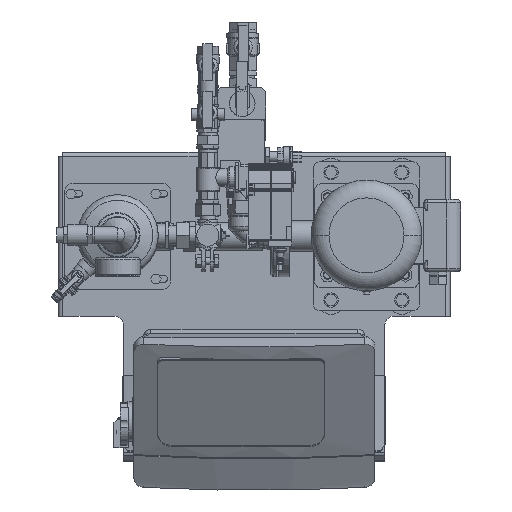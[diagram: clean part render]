
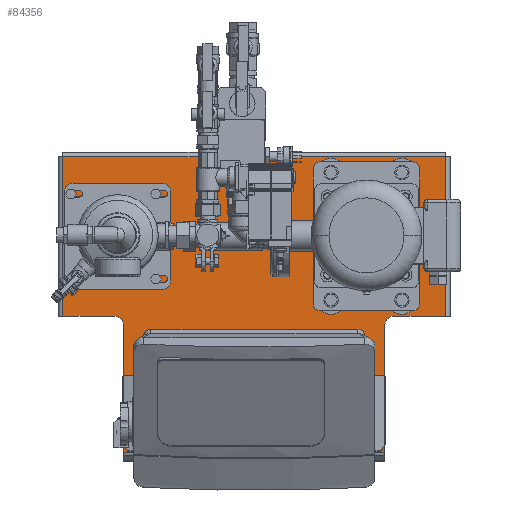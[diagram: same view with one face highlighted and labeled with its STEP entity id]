
A CAD part, top view. The second image highlights one B-rep face of the part: STEP entity #84356.
In plain terms, the highlighted planar face has unit normal (0, 0, 1).
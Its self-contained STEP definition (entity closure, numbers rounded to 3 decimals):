
#4262=LINE('',#128344,#13526);
#4265=LINE('',#128352,#13529);
#4273=LINE('',#128378,#13537);
#4274=LINE('',#128381,#13538);
#4275=LINE('',#128383,#13539);
#4276=LINE('',#128385,#13540);
#4277=LINE('',#128387,#13541);
#4278=LINE('',#128388,#13542);
#13526=VECTOR('',#103744,10.);
#13529=VECTOR('',#103749,10.);
#13537=VECTOR('',#103773,10.);
#13538=VECTOR('',#103776,10.);
#13539=VECTOR('',#103777,10.);
#13540=VECTOR('',#103778,10.);
#13541=VECTOR('',#103779,10.);
#13542=VECTOR('',#103780,10.);
#20980=PLANE('',#90554);
#27360=FACE_OUTER_BOUND('',#32917,.T.);
#32917=EDGE_LOOP('',(#66953,#66954,#66955,#66956,#66957,#66958,#66959,#66960,
#66961,#66962));
#37481=CIRCLE('',#90539,12.5);
#37491=CIRCLE('',#90552,12.5);
#41467=VERTEX_POINT('',#128318);
#41468=VERTEX_POINT('',#128320);
#41478=VERTEX_POINT('',#128342);
#41481=VERTEX_POINT('',#128349);
#41482=VERTEX_POINT('',#128351);
#41492=VERTEX_POINT('',#128373);
#41493=VERTEX_POINT('',#128380);
#41494=VERTEX_POINT('',#128382);
#41495=VERTEX_POINT('',#128384);
#41496=VERTEX_POINT('',#128386);
#50847=EDGE_CURVE('',#41468,#41467,#37481,.T.);
#50859=EDGE_CURVE('',#41467,#41478,#4262,.T.);
#50862=EDGE_CURVE('',#41482,#41481,#4265,.T.);
#50874=EDGE_CURVE('',#41481,#41492,#37491,.T.);
#50876=EDGE_CURVE('',#41482,#41478,#4273,.T.);
#50877=EDGE_CURVE('',#41493,#41468,#4274,.T.);
#50878=EDGE_CURVE('',#41492,#41494,#4275,.T.);
#50879=EDGE_CURVE('',#41495,#41494,#4276,.T.);
#50880=EDGE_CURVE('',#41495,#41496,#4277,.T.);
#50881=EDGE_CURVE('',#41493,#41496,#4278,.T.);
#66953=ORIENTED_EDGE('',*,*,#50877,.T.);
#66954=ORIENTED_EDGE('',*,*,#50847,.T.);
#66955=ORIENTED_EDGE('',*,*,#50859,.T.);
#66956=ORIENTED_EDGE('',*,*,#50876,.F.);
#66957=ORIENTED_EDGE('',*,*,#50862,.T.);
#66958=ORIENTED_EDGE('',*,*,#50874,.T.);
#66959=ORIENTED_EDGE('',*,*,#50878,.T.);
#66960=ORIENTED_EDGE('',*,*,#50879,.F.);
#66961=ORIENTED_EDGE('',*,*,#50880,.T.);
#66962=ORIENTED_EDGE('',*,*,#50881,.F.);
#84356=ADVANCED_FACE('',(#27360),#20980,.T.);
#90539=AXIS2_PLACEMENT_3D('',#128321,#103725,#103726);
#90552=AXIS2_PLACEMENT_3D('',#128375,#103768,#103769);
#90554=AXIS2_PLACEMENT_3D('',#128379,#103774,#103775);
#103725=DIRECTION('center_axis',(0.,0.,
-1.));
#103726=DIRECTION('ref_axis',(1.,0.,0.));
#103744=DIRECTION('',(0.,-1.,0.));
#103749=DIRECTION('',(0.,1.,0.));
#103768=DIRECTION('center_axis',(0.,0.,
-1.));
#103769=DIRECTION('ref_axis',(0.,1.,0.));
#103773=DIRECTION('',(-1.,0.,0.));
#103774=DIRECTION('center_axis',(0.,0.,
1.));
#103775=DIRECTION('ref_axis',(0.,1.,0.));
#103776=DIRECTION('',(1.,0.,0.));
#103777=DIRECTION('',(1.,0.,0.));
#103778=DIRECTION('',(0.,-1.,0.));
#103779=DIRECTION('',(-1.,0.,0.));
#103780=DIRECTION('',(0.,1.,0.));
#128318=CARTESIAN_POINT('',(-184.5,193.,30.));
#128320=CARTESIAN_POINT('',(-197.,205.5,30.));
#128321=CARTESIAN_POINT('Origin',(-197.,193.,30.));
#128342=CARTESIAN_POINT('',(-184.5,12.692,30.));
#128344=CARTESIAN_POINT('',(-184.5,102.846,30.));
#128349=CARTESIAN_POINT('',(184.5,193.,30.));
#128351=CARTESIAN_POINT('',(184.5,12.692,30.));
#128352=CARTESIAN_POINT('',(184.5,6.346,30.));
#128373=CARTESIAN_POINT('',(197.,205.5,30.));
#128375=CARTESIAN_POINT('Origin',(197.,193.,30.));
#128378=CARTESIAN_POINT('',(0.,12.692,30.));
#128379=CARTESIAN_POINT('Origin',(0.,12.692,
30.));
#128380=CARTESIAN_POINT('',(-270.,205.5,30.));
#128381=CARTESIAN_POINT('',(-135.,205.5,30.));
#128382=CARTESIAN_POINT('',(270.,205.5,30.));
#128383=CARTESIAN_POINT('',(98.5,205.5,30.));
#128384=CARTESIAN_POINT('',(270.,430.5,30.));
#128385=CARTESIAN_POINT('',(270.,12.692,30.));
#128386=CARTESIAN_POINT('',(-270.,430.5,30.));
#128387=CARTESIAN_POINT('',(0.,430.5,30.));
#128388=CARTESIAN_POINT('',(-270.,12.692,30.));
